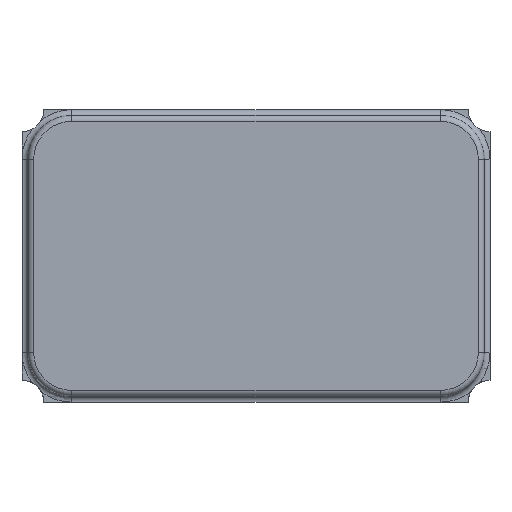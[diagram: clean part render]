
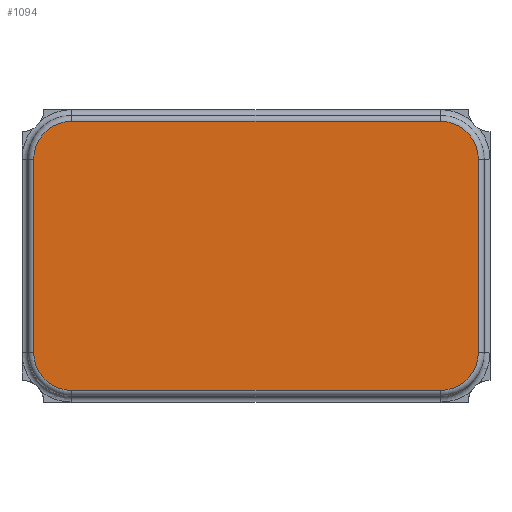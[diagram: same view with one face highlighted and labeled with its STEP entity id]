
A CAD part, top view. The second image highlights one B-rep face of the part: STEP entity #1094.
In plain terms, the highlighted planar face has unit normal (0, 0, 1).
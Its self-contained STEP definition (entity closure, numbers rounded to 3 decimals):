
#65 = CARTESIAN_POINT ( 'NONE',  ( -0.63, 0.46, 0.45 ) ) ;
#95 = VERTEX_POINT ( 'NONE', #1149 ) ;
#340 = CARTESIAN_POINT ( 'NONE',  ( 0., 0., 0.45 ) ) ;
#353 = LINE ( 'NONE', #1308, #5688 ) ;
#395 = DIRECTION ( 'NONE',  ( 0., 0., 1. ) ) ;
#476 = VERTEX_POINT ( 'NONE', #4777 ) ;
#496 = CARTESIAN_POINT ( 'NONE',  ( 0.63, -0.46, 0.45 ) ) ;
#715 = LINE ( 'NONE', #65, #5385 ) ;
#776 = EDGE_CURVE ( 'NONE', #1540, #3635, #715, .T. ) ;
#890 = VERTEX_POINT ( 'NONE', #5516 ) ;
#1088 = CIRCLE ( 'NONE', #4780, 0.13 ) ;
#1094 = ADVANCED_FACE ( 'NONE', ( #3119 ), #4462, .T. ) ;
#1149 = CARTESIAN_POINT ( 'NONE',  ( 0.63, -0.46, 0.45 ) ) ;
#1186 = EDGE_CURVE ( 'NONE', #3964, #476, #353, .T. ) ;
#1308 = CARTESIAN_POINT ( 'NONE',  ( 0.76, 0.33, 0.45 ) ) ;
#1350 = DIRECTION ( 'NONE',  ( 1., 0., 0. ) ) ;
#1386 = DIRECTION ( 'NONE',  ( 1., 0., 0. ) ) ;
#1523 = CIRCLE ( 'NONE', #4912, 0.13 ) ;
#1540 = VERTEX_POINT ( 'NONE', #3499 ) ;
#1614 = CIRCLE ( 'NONE', #3760, 0.13 ) ;
#1661 = LINE ( 'NONE', #496, #2369 ) ;
#1716 = ORIENTED_EDGE ( 'NONE', *, *, #5752, .T. ) ;
#1775 = DIRECTION ( 'NONE',  ( 0., 1., 0. ) ) ;
#1833 = ORIENTED_EDGE ( 'NONE', *, *, #5476, .T. ) ;
#1976 = AXIS2_PLACEMENT_3D ( 'NONE', #340, #4878, #2615 ) ;
#2281 = CARTESIAN_POINT ( 'NONE',  ( -0.76, -0.33, 0.45 ) ) ;
#2292 = VERTEX_POINT ( 'NONE', #2281 ) ;
#2343 = CARTESIAN_POINT ( 'NONE',  ( -0.63, -0.33, 0.45 ) ) ;
#2356 = DIRECTION ( 'NONE',  ( -1., 0., 0. ) ) ;
#2369 = VECTOR ( 'NONE', #3661, 1000. ) ;
#2572 = ORIENTED_EDGE ( 'NONE', *, *, #776, .T. ) ;
#2615 = DIRECTION ( 'NONE',  ( 1., 0., 0. ) ) ;
#2751 = EDGE_CURVE ( 'NONE', #476, #1540, #1088, .T. ) ;
#2833 = DIRECTION ( 'NONE',  ( 1., 0., 0. ) ) ;
#2908 = AXIS2_PLACEMENT_3D ( 'NONE', #2343, #3676, #1386 ) ;
#2981 = EDGE_CURVE ( 'NONE', #890, #95, #1661, .T. ) ;
#3119 = FACE_OUTER_BOUND ( 'NONE', #3286, .T. ) ;
#3150 = DIRECTION ( 'NONE',  ( 1., 0., 0. ) ) ;
#3187 = ORIENTED_EDGE ( 'NONE', *, *, #5872, .T. ) ;
#3240 = LINE ( 'NONE', #5418, #3596 ) ;
#3270 = CARTESIAN_POINT ( 'NONE',  ( 0.63, -0.33, 0.45 ) ) ;
#3286 = EDGE_LOOP ( 'NONE', ( #1716, #1833, #4778, #3187, #4251, #5408, #2572, #4366 ) ) ;
#3499 = CARTESIAN_POINT ( 'NONE',  ( 0.63, 0.46, 0.45 ) ) ;
#3596 = VECTOR ( 'NONE', #4573, 1000. ) ;
#3635 = VERTEX_POINT ( 'NONE', #3767 ) ;
#3661 = DIRECTION ( 'NONE',  ( 1., 0., 0. ) ) ;
#3676 = DIRECTION ( 'NONE',  ( 0., 0., 1. ) ) ;
#3760 = AXIS2_PLACEMENT_3D ( 'NONE', #4952, #395, #3150 ) ;
#3767 = CARTESIAN_POINT ( 'NONE',  ( -0.63, 0.46, 0.45 ) ) ;
#3964 = VERTEX_POINT ( 'NONE', #5899 ) ;
#4026 = CIRCLE ( 'NONE', #2908, 0.13 ) ;
#4175 = DIRECTION ( 'NONE',  ( 0., 0., 1. ) ) ;
#4177 = CARTESIAN_POINT ( 'NONE',  ( -0.76, 0.33, 0.45 ) ) ;
#4251 = ORIENTED_EDGE ( 'NONE', *, *, #1186, .T. ) ;
#4366 = ORIENTED_EDGE ( 'NONE', *, *, #4880, .T. ) ;
#4462 = PLANE ( 'NONE',  #1976 ) ;
#4479 = DIRECTION ( 'NONE',  ( 0., 0., 1. ) ) ;
#4573 = DIRECTION ( 'NONE',  ( 0., -1., 0. ) ) ;
#4777 = CARTESIAN_POINT ( 'NONE',  ( 0.76, 0.33, 0.45 ) ) ;
#4778 = ORIENTED_EDGE ( 'NONE', *, *, #2981, .T. ) ;
#4780 = AXIS2_PLACEMENT_3D ( 'NONE', #5403, #4479, #1350 ) ;
#4878 = DIRECTION ( 'NONE',  ( 0., 0., 1. ) ) ;
#4880 = EDGE_CURVE ( 'NONE', #3635, #5137, #1614, .T. ) ;
#4912 = AXIS2_PLACEMENT_3D ( 'NONE', #3270, #4175, #2833 ) ;
#4952 = CARTESIAN_POINT ( 'NONE',  ( -0.63, 0.33, 0.45 ) ) ;
#5137 = VERTEX_POINT ( 'NONE', #4177 ) ;
#5385 = VECTOR ( 'NONE', #2356, 1000. ) ;
#5403 = CARTESIAN_POINT ( 'NONE',  ( 0.63, 0.33, 0.45 ) ) ;
#5408 = ORIENTED_EDGE ( 'NONE', *, *, #2751, .T. ) ;
#5418 = CARTESIAN_POINT ( 'NONE',  ( -0.76, -0.33, 0.45 ) ) ;
#5476 = EDGE_CURVE ( 'NONE', #2292, #890, #4026, .T. ) ;
#5516 = CARTESIAN_POINT ( 'NONE',  ( -0.63, -0.46, 0.45 ) ) ;
#5688 = VECTOR ( 'NONE', #1775, 1000. ) ;
#5752 = EDGE_CURVE ( 'NONE', #5137, #2292, #3240, .T. ) ;
#5872 = EDGE_CURVE ( 'NONE', #95, #3964, #1523, .T. ) ;
#5899 = CARTESIAN_POINT ( 'NONE',  ( 0.76, -0.33, 0.45 ) ) ;
